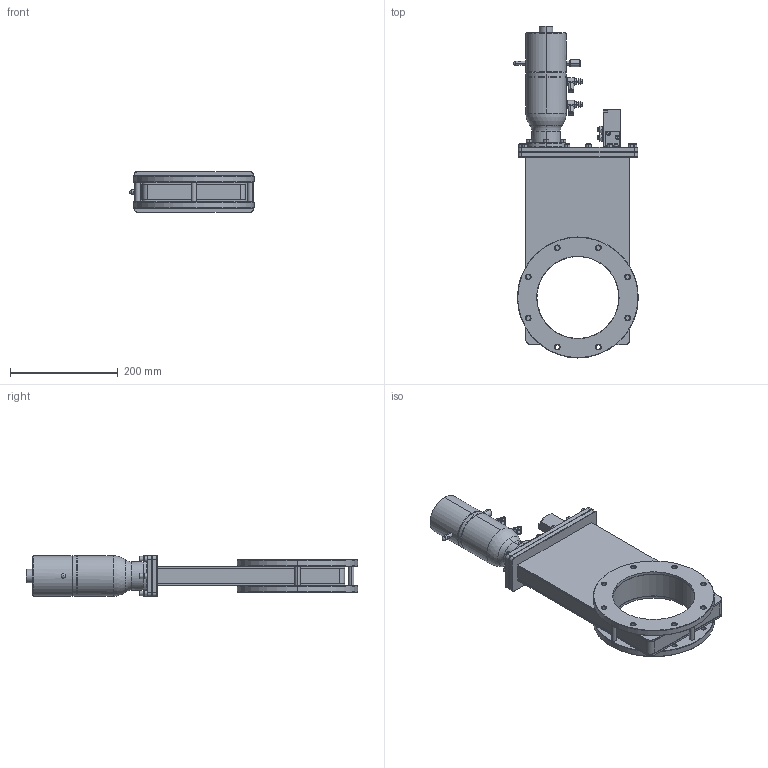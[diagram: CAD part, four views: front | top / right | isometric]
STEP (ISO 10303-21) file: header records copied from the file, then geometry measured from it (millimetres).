
FILE_DESCRIPTION (( 'STEP AP203' ), '1' );
FILE_NAME ('GV-S10300.STEP', '2023-06-27T21:16:18', ( '' ), ( '' ), 'SwSTEP 2.0', 'SolidWorks 2020', '' );
FILE_SCHEMA (( 'CONFIG_CONTROL_DESIGN' ));
Length unit declared in the file: inch
Products named in the file (1): GV-S10300
Bounding box: 231.98 x 617.52 x 75.95 mm (x, y, z)
Surface area: 320403 mm2 (no closed solid volume)
Topology: 0 solids, 23 shells, 781 faces, 2120 edges, 1439 vertices
Faces by surface type: plane 388, cylinder 228, cone 157, torus 6, sphere 2
Entity records: 39765 total; most frequent: CARTESIAN_POINT 21573, ORIENTED_EDGE 4106, DIRECTION 2978, EDGE_CURVE 2117, VERTEX_POINT 1438, AXIS2_PLACEMENT_3D 1001, VECTOR 976, LINE 976
